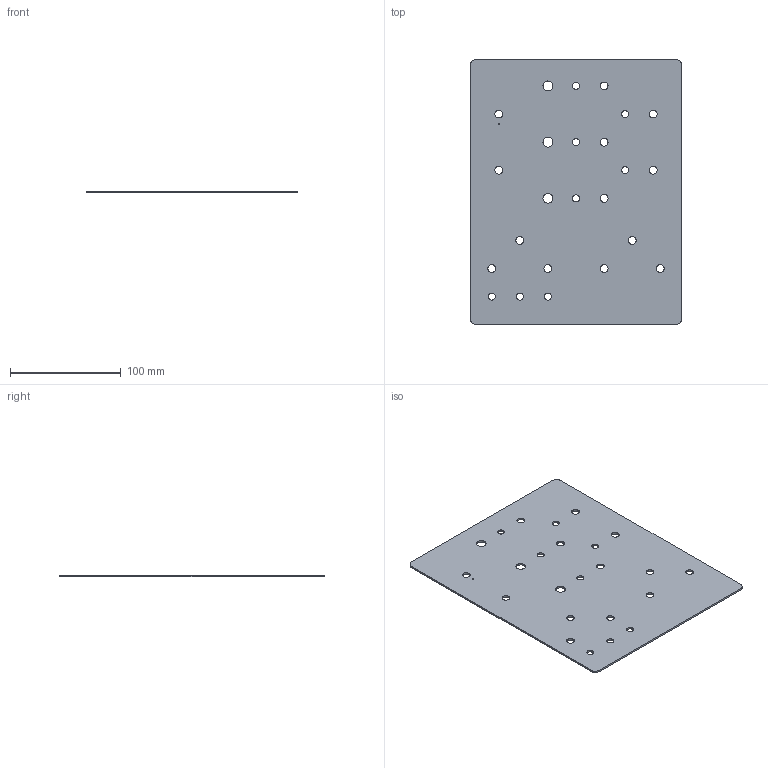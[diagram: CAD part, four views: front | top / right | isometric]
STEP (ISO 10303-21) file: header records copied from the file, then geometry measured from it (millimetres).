
FILE_DESCRIPTION(('KiCad electronic assembly'),'2;1');
FILE_NAME('main_VCO_pcb_panel-3D.step','2022-08-10T11:55:58',('Pcbnew'), ('Kicad'),'Open CASCADE STEP processor 7.5','KiCad to STEP converter', 'Unknown');
FILE_SCHEMA(('AUTOMOTIVE_DESIGN { 1 0 10303 214 1 1 1 1 }'));
Length unit declared in the file: millimetre
Products named in the file (2): main_VCO_pcb_panel-3D 1; main_VCO_pcb_panel PCB
Assembly tree (1 placements, depth 2):
  main_VCO_pcb_panel-3D 1
    main_VCO_pcb_panel PCB
Bounding box: 190.5 x 240.03 x 1.6 mm (x, y, z)
Volume: 71590.2 mm3; surface area: 91711.5 mm2
Topology: 1 solids, 1 shells, 35 faces, 99 edges, 66 vertices
Faces by surface type: cylinder 29, plane 6
Full cylindrical faces by diameter (mm): 1 x1, 6.35 x8, 7.1 x13, 9 x3
Entity records: 2605 total; most frequent: DIRECTION 429, CARTESIAN_POINT 400, ORIENTED_EDGE 198, PCURVE 198, DEFINITIONAL_REPRESENTATION 198, LINE 181, VECTOR 181, CIRCLE 116
